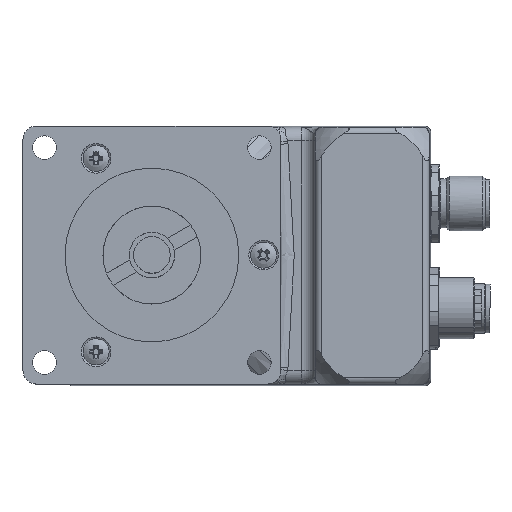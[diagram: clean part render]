
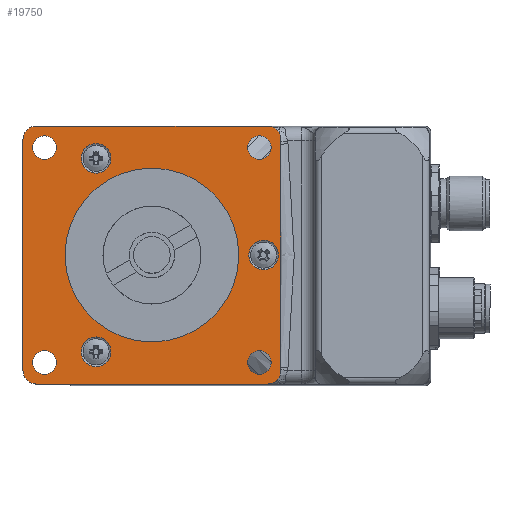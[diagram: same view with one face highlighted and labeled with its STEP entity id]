
A CAD part, top view. The second image highlights one B-rep face of the part: STEP entity #19750.
In plain terms, the highlighted planar face has unit normal (0, 0, 1).
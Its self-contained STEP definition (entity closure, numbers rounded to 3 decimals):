
#1436=FACE_BOUND('',#4625,.T.);
#1437=FACE_BOUND('',#4626,.T.);
#1438=FACE_BOUND('',#4627,.T.);
#1439=FACE_BOUND('',#4628,.T.);
#1440=FACE_BOUND('',#4629,.T.);
#1441=FACE_BOUND('',#4630,.T.);
#1442=FACE_BOUND('',#4631,.T.);
#1443=FACE_BOUND('',#4632,.T.);
#2275=CIRCLE('',#21100,3.25);
#2278=CIRCLE('',#21105,3.25);
#2281=CIRCLE('',#21110,3.25);
#2303=CIRCLE('',#21145,19.05);
#2304=CIRCLE('',#21148,3.);
#2305=CIRCLE('',#21149,3.);
#2306=CIRCLE('',#21150,3.);
#2307=CIRCLE('',#21151,3.);
#2308=CIRCLE('',#21152,2.6);
#2309=CIRCLE('',#21153,2.6);
#2310=CIRCLE('',#21154,2.6);
#2311=CIRCLE('',#21155,2.6);
#3362=FACE_OUTER_BOUND('',#4624,.T.);
#4624=EDGE_LOOP('',(#14211,#14212,#14213,#14214,#14215,#14216,#14217,#14218));
#4625=EDGE_LOOP('',(#14219));
#4626=EDGE_LOOP('',(#14220));
#4627=EDGE_LOOP('',(#14221));
#4628=EDGE_LOOP('',(#14222));
#4629=EDGE_LOOP('',(#14223));
#4630=EDGE_LOOP('',(#14224));
#4631=EDGE_LOOP('',(#14225));
#4632=EDGE_LOOP('',(#14226));
#6137=LINE('',#29947,#7559);
#6138=LINE('',#29951,#7560);
#6139=LINE('',#29955,#7561);
#6140=LINE('',#29959,#7562);
#7559=VECTOR('',#23879,50.6);
#7560=VECTOR('',#23882,50.6);
#7561=VECTOR('',#23885,50.6);
#7562=VECTOR('',#23888,50.6);
#9069=VERTEX_POINT('',#29856);
#9072=VERTEX_POINT('',#29864);
#9075=VERTEX_POINT('',#29872);
#9101=VERTEX_POINT('',#29941);
#9102=VERTEX_POINT('',#29945);
#9103=VERTEX_POINT('',#29946);
#9104=VERTEX_POINT('',#29948);
#9105=VERTEX_POINT('',#29950);
#9106=VERTEX_POINT('',#29952);
#9107=VERTEX_POINT('',#29954);
#9108=VERTEX_POINT('',#29956);
#9109=VERTEX_POINT('',#29958);
#9110=VERTEX_POINT('',#29961);
#9111=VERTEX_POINT('',#29963);
#9112=VERTEX_POINT('',#29965);
#9113=VERTEX_POINT('',#29967);
#11085=EDGE_CURVE('',#9069,#9069,#2275,.T.);
#11088=EDGE_CURVE('',#9072,#9072,#2278,.T.);
#11091=EDGE_CURVE('',#9075,#9075,#2281,.T.);
#11121=EDGE_CURVE('',#9101,#9101,#2303,.T.);
#11122=EDGE_CURVE('',#9102,#9103,#6137,.T.);
#11123=EDGE_CURVE('',#9104,#9102,#2304,.T.);
#11124=EDGE_CURVE('',#9105,#9104,#6138,.T.);
#11125=EDGE_CURVE('',#9106,#9105,#2305,.T.);
#11126=EDGE_CURVE('',#9107,#9106,#6139,.T.);
#11127=EDGE_CURVE('',#9108,#9107,#2306,.T.);
#11128=EDGE_CURVE('',#9109,#9108,#6140,.T.);
#11129=EDGE_CURVE('',#9103,#9109,#2307,.T.);
#11130=EDGE_CURVE('',#9110,#9110,#2308,.T.);
#11131=EDGE_CURVE('',#9111,#9111,#2309,.T.);
#11132=EDGE_CURVE('',#9112,#9112,#2310,.T.);
#11133=EDGE_CURVE('',#9113,#9113,#2311,.T.);
#14211=ORIENTED_EDGE('',*,*,#11122,.F.);
#14212=ORIENTED_EDGE('',*,*,#11123,.F.);
#14213=ORIENTED_EDGE('',*,*,#11124,.F.);
#14214=ORIENTED_EDGE('',*,*,#11125,.F.);
#14215=ORIENTED_EDGE('',*,*,#11126,.F.);
#14216=ORIENTED_EDGE('',*,*,#11127,.F.);
#14217=ORIENTED_EDGE('',*,*,#11128,.F.);
#14218=ORIENTED_EDGE('',*,*,#11129,.F.);
#14219=ORIENTED_EDGE('',*,*,#11085,.T.);
#14220=ORIENTED_EDGE('',*,*,#11088,.T.);
#14221=ORIENTED_EDGE('',*,*,#11091,.T.);
#14222=ORIENTED_EDGE('',*,*,#11130,.T.);
#14223=ORIENTED_EDGE('',*,*,#11131,.T.);
#14224=ORIENTED_EDGE('',*,*,#11132,.T.);
#14225=ORIENTED_EDGE('',*,*,#11133,.T.);
#14226=ORIENTED_EDGE('',*,*,#11121,.T.);
#19131=PLANE('',#21147);
#19750=ADVANCED_FACE('',(#3362,#1436,#1437,#1438,#1439,#1440,#1441,#1442,
#1443),#19131,.T.);
#21100=AXIS2_PLACEMENT_3D('',#29857,#23775,#23776);
#21105=AXIS2_PLACEMENT_3D('',#29865,#23785,#23786);
#21110=AXIS2_PLACEMENT_3D('',#29873,#23795,#23796);
#21145=AXIS2_PLACEMENT_3D('',#29942,#23873,#23874);
#21147=AXIS2_PLACEMENT_3D('',#29944,#23877,#23878);
#21148=AXIS2_PLACEMENT_3D('',#29949,#23880,#23881);
#21149=AXIS2_PLACEMENT_3D('',#29953,#23883,#23884);
#21150=AXIS2_PLACEMENT_3D('',#29957,#23886,#23887);
#21151=AXIS2_PLACEMENT_3D('',#29960,#23889,#23890);
#21152=AXIS2_PLACEMENT_3D('',#29962,#23891,#23892);
#21153=AXIS2_PLACEMENT_3D('',#29964,#23893,#23894);
#21154=AXIS2_PLACEMENT_3D('',#29966,#23895,#23896);
#21155=AXIS2_PLACEMENT_3D('',#29968,#23897,#23898);
#23775=DIRECTION('center_axis',(0.,0.,-1.));
#23776=DIRECTION('ref_axis',(0.,-1.,0.));
#23785=DIRECTION('center_axis',(0.,0.,-1.));
#23786=DIRECTION('ref_axis',(0.,-1.,0.));
#23795=DIRECTION('center_axis',(0.,0.,-1.));
#23796=DIRECTION('ref_axis',(0.,-1.,0.));
#23873=DIRECTION('center_axis',(0.,0.,-1.));
#23874=DIRECTION('ref_axis',(0.,1.,0.));
#23877=DIRECTION('center_axis',(0.,0.,1.));
#23878=DIRECTION('ref_axis',(0.,-1.,0.));
#23879=DIRECTION('',(0.,-1.,0.));
#23880=DIRECTION('center_axis',(0.,0.,-1.));
#23881=DIRECTION('ref_axis',(-1.,0.,0.));
#23882=DIRECTION('',(1.,0.,0.));
#23883=DIRECTION('center_axis',(0.,0.,-1.));
#23884=DIRECTION('ref_axis',(0.,-1.,0.));
#23885=DIRECTION('',(0.,1.,0.));
#23886=DIRECTION('center_axis',(0.,0.,-1.));
#23887=DIRECTION('ref_axis',(1.,0.,0.));
#23888=DIRECTION('',(-1.,0.,0.));
#23889=DIRECTION('center_axis',(0.,0.,-1.));
#23890=DIRECTION('ref_axis',(0.,1.,0.));
#23891=DIRECTION('center_axis',(0.,0.,-1.));
#23892=DIRECTION('ref_axis',(0.,1.,0.));
#23893=DIRECTION('center_axis',(0.,0.,-1.));
#23894=DIRECTION('ref_axis',(0.,1.,0.));
#23895=DIRECTION('center_axis',(0.,0.,-1.));
#23896=DIRECTION('ref_axis',(0.,1.,0.));
#23897=DIRECTION('center_axis',(0.,0.,-1.));
#23898=DIRECTION('ref_axis',(0.,1.,0.));
#29856=CARTESIAN_POINT('',(-12.25,-24.468,0.));
#29857=CARTESIAN_POINT('Origin',(-12.25,-21.218,0.));
#29864=CARTESIAN_POINT('',(-12.25,17.968,0.));
#29865=CARTESIAN_POINT('Origin',(-12.25,21.218,0.));
#29872=CARTESIAN_POINT('',(24.5,-3.25,0.));
#29873=CARTESIAN_POINT('Origin',(24.5,0.,0.));
#29941=CARTESIAN_POINT('',(0.,-19.05,0.));
#29942=CARTESIAN_POINT('Origin',(0.,0.,0.));
#29944=CARTESIAN_POINT('Origin',(0.,0.,
0.));
#29945=CARTESIAN_POINT('',(28.3,25.3,0.));
#29946=CARTESIAN_POINT('',(28.3,-25.3,0.));
#29947=CARTESIAN_POINT('',(28.3,25.3,0.));
#29948=CARTESIAN_POINT('',(25.3,28.3,0.));
#29949=CARTESIAN_POINT('Origin',(25.3,25.3,0.));
#29950=CARTESIAN_POINT('',(-25.3,28.3,0.));
#29951=CARTESIAN_POINT('',(-25.3,28.3,0.));
#29952=CARTESIAN_POINT('',(-28.3,25.3,0.));
#29953=CARTESIAN_POINT('Origin',(-25.3,25.3,0.));
#29954=CARTESIAN_POINT('',(-28.3,-25.3,0.));
#29955=CARTESIAN_POINT('',(-28.3,-25.3,0.));
#29956=CARTESIAN_POINT('',(-25.3,-28.3,0.));
#29957=CARTESIAN_POINT('Origin',(-25.3,-25.3,0.));
#29958=CARTESIAN_POINT('',(25.3,-28.3,0.));
#29959=CARTESIAN_POINT('',(25.3,-28.3,0.));
#29960=CARTESIAN_POINT('Origin',(25.3,-25.3,0.));
#29961=CARTESIAN_POINT('',(-23.55,20.95,0.));
#29962=CARTESIAN_POINT('Origin',(-23.55,23.55,0.));
#29963=CARTESIAN_POINT('',(23.55,20.95,0.));
#29964=CARTESIAN_POINT('Origin',(23.55,23.55,0.));
#29965=CARTESIAN_POINT('',(23.55,-26.15,0.));
#29966=CARTESIAN_POINT('Origin',(23.55,-23.55,0.));
#29967=CARTESIAN_POINT('',(-23.55,-26.15,0.));
#29968=CARTESIAN_POINT('Origin',(-23.55,-23.55,0.));
